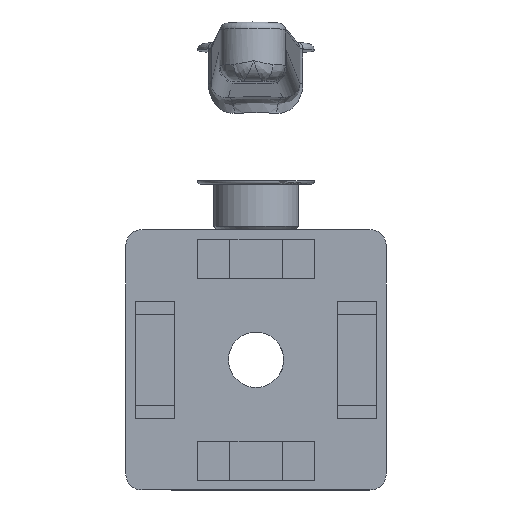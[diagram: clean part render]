
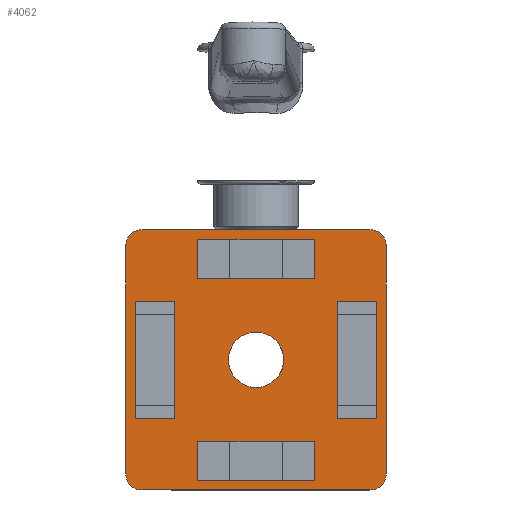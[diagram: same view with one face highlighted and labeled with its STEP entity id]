
A CAD part, front view. The second image highlights one B-rep face of the part: STEP entity #4062.
In plain terms, the highlighted planar face has unit normal (0, -1, 0).
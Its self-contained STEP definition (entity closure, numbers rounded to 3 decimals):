
#1038=CARTESIAN_POINT('',(20.0,0.0,-17.5));
#1039=VERTEX_POINT('',#1038);
#1046=CARTESIAN_POINT('',(17.5,0.0,-20.0));
#1047=VERTEX_POINT('',#1046);
#1048=CARTESIAN_POINT('',(17.5,0.0,-17.5));
#1049=DIRECTION('',(0.0,1.0,0.0));
#1050=DIRECTION('',(0.707,0.0,-0.707));
#1051=AXIS2_PLACEMENT_3D('',#1048,#1049,#1050);
#1052=CIRCLE('',#1051,2.5);
#1053=EDGE_CURVE('',#1039,#1047,#1052,.T.);
#1070=CARTESIAN_POINT('',(20.0,0.0,17.5));
#1071=VERTEX_POINT('',#1070);
#1078=CARTESIAN_POINT('',(20.0,0.0,17.5));
#1079=DIRECTION('',(0.0,0.0,-1.0));
#1080=VECTOR('',#1079,35.0);
#1081=LINE('',#1078,#1080);
#1082=EDGE_CURVE('',#1071,#1039,#1081,.T.);
#1094=CARTESIAN_POINT('',(17.5,0.0,20.0));
#1095=VERTEX_POINT('',#1094);
#1102=CARTESIAN_POINT('',(17.5,0.0,17.5));
#1103=DIRECTION('',(0.0,1.0,0.0));
#1104=DIRECTION('',(0.707,0.0,0.707));
#1105=AXIS2_PLACEMENT_3D('',#1102,#1103,#1104);
#1106=CIRCLE('',#1105,2.5);
#1107=EDGE_CURVE('',#1095,#1071,#1106,.T.);
#1119=CARTESIAN_POINT('',(-17.5,0.0,20.0));
#1120=VERTEX_POINT('',#1119);
#1127=CARTESIAN_POINT('',(-17.5,0.0,20.0));
#1128=DIRECTION('',(1.0,0.0,0.0));
#1129=VECTOR('',#1128,35.0);
#1130=LINE('',#1127,#1129);
#1131=EDGE_CURVE('',#1120,#1095,#1130,.T.);
#1143=CARTESIAN_POINT('',(-20.0,0.0,17.5));
#1144=VERTEX_POINT('',#1143);
#1151=CARTESIAN_POINT('',(-17.5,0.0,17.5));
#1152=DIRECTION('',(0.0,1.0,0.0));
#1153=DIRECTION('',(-0.707,0.0,0.707));
#1154=AXIS2_PLACEMENT_3D('',#1151,#1152,#1153);
#1155=CIRCLE('',#1154,2.5);
#1156=EDGE_CURVE('',#1144,#1120,#1155,.T.);
#1168=CARTESIAN_POINT('',(-20.0,0.0,-17.5));
#1169=VERTEX_POINT('',#1168);
#1176=CARTESIAN_POINT('',(-20.0,0.0,-17.5));
#1177=DIRECTION('',(0.0,0.0,1.0));
#1178=VECTOR('',#1177,35.0);
#1179=LINE('',#1176,#1178);
#1180=EDGE_CURVE('',#1169,#1144,#1179,.T.);
#1192=CARTESIAN_POINT('',(-17.5,0.0,-20.0));
#1193=VERTEX_POINT('',#1192);
#1200=CARTESIAN_POINT('',(-17.5,0.0,-17.5));
#1201=DIRECTION('',(0.0,1.0,0.0));
#1202=DIRECTION('',(-0.707,0.0,-0.707));
#1203=AXIS2_PLACEMENT_3D('',#1200,#1201,#1202);
#1204=CIRCLE('',#1203,2.5);
#1205=EDGE_CURVE('',#1193,#1169,#1204,.T.);
#1219=CARTESIAN_POINT('',(17.5,0.0,-20.0));
#1220=DIRECTION('',(-1.0,0.0,0.0));
#1221=VECTOR('',#1220,35.0);
#1222=LINE('',#1219,#1221);
#1223=EDGE_CURVE('',#1047,#1193,#1222,.T.);
#2789=CARTESIAN_POINT('',(-4.25,0.0,0.));
#2790=VERTEX_POINT('',#2789);
#2791=CARTESIAN_POINT('',(0.0,0.0,0.0));
#2792=DIRECTION('',(0.0,1.0,0.0));
#2793=DIRECTION('',(1.0,0.0,0.0));
#2794=AXIS2_PLACEMENT_3D('',#2791,#2792,#2793);
#2795=CIRCLE('',#2794,4.25);
#2796=EDGE_CURVE('',#2790,#2790,#2795,.T.);
#2992=CARTESIAN_POINT('',(-18.5,0.0,9.));
#2993=VERTEX_POINT('',#2992);
#2994=CARTESIAN_POINT('',(-12.5,0.0,9.));
#2995=VERTEX_POINT('',#2994);
#2996=CARTESIAN_POINT('',(-18.5,0.0,9.));
#2997=DIRECTION('',(1.0,0.0,0.0));
#2998=VECTOR('',#2997,6.0);
#2999=LINE('',#2996,#2998);
#3000=EDGE_CURVE('',#2993,#2995,#2999,.T.);
#3023=CARTESIAN_POINT('',(-12.5,0.0,-9.));
#3024=VERTEX_POINT('',#3023);
#3025=CARTESIAN_POINT('',(-12.5,0.0,9.));
#3026=DIRECTION('',(0.0,0.0,-1.0));
#3027=VECTOR('',#3026,18.0);
#3028=LINE('',#3025,#3027);
#3029=EDGE_CURVE('',#2995,#3024,#3028,.T.);
#3071=CARTESIAN_POINT('',(-18.5,0.0,-9.));
#3072=VERTEX_POINT('',#3071);
#3073=CARTESIAN_POINT('',(-18.5,0.0,-9.));
#3074=DIRECTION('',(0.0,0.0,1.0));
#3075=VECTOR('',#3074,18.0);
#3076=LINE('',#3073,#3075);
#3077=EDGE_CURVE('',#3072,#2993,#3076,.T.);
#3093=CARTESIAN_POINT('',(-12.5,0.0,-9.));
#3094=DIRECTION('',(-1.0,0.0,0.0));
#3095=VECTOR('',#3094,6.0);
#3096=LINE('',#3093,#3095);
#3097=EDGE_CURVE('',#3024,#3072,#3096,.T.);
#3260=CARTESIAN_POINT('',(-9.,0.0,-18.5));
#3261=VERTEX_POINT('',#3260);
#3262=CARTESIAN_POINT('',(-9.,0.0,-12.5));
#3263=VERTEX_POINT('',#3262);
#3264=CARTESIAN_POINT('',(-9.,0.0,-18.5));
#3265=DIRECTION('',(0.0,0.0,1.0));
#3266=VECTOR('',#3265,6.0);
#3267=LINE('',#3264,#3266);
#3268=EDGE_CURVE('',#3261,#3263,#3267,.T.);
#3291=CARTESIAN_POINT('',(9.,0.0,-12.5));
#3292=VERTEX_POINT('',#3291);
#3293=CARTESIAN_POINT('',(-9.,0.0,-12.5));
#3294=DIRECTION('',(1.0,0.0,0.0));
#3295=VECTOR('',#3294,18.0);
#3296=LINE('',#3293,#3295);
#3297=EDGE_CURVE('',#3263,#3292,#3296,.T.);
#3339=CARTESIAN_POINT('',(9.,0.0,-18.5));
#3340=VERTEX_POINT('',#3339);
#3341=CARTESIAN_POINT('',(9.,0.0,-18.5));
#3342=DIRECTION('',(-1.0,0.0,0.0));
#3343=VECTOR('',#3342,18.0);
#3344=LINE('',#3341,#3343);
#3345=EDGE_CURVE('',#3340,#3261,#3344,.T.);
#3361=CARTESIAN_POINT('',(9.,0.0,-12.5));
#3362=DIRECTION('',(0.0,0.0,-1.0));
#3363=VECTOR('',#3362,6.0);
#3364=LINE('',#3361,#3363);
#3365=EDGE_CURVE('',#3292,#3340,#3364,.T.);
#3528=CARTESIAN_POINT('',(18.5,0.0,-9.));
#3529=VERTEX_POINT('',#3528);
#3530=CARTESIAN_POINT('',(12.5,0.0,-9.));
#3531=VERTEX_POINT('',#3530);
#3532=CARTESIAN_POINT('',(18.5,0.0,-9.0));
#3533=DIRECTION('',(-1.0,0.0,0.0));
#3534=VECTOR('',#3533,6.0);
#3535=LINE('',#3532,#3534);
#3536=EDGE_CURVE('',#3529,#3531,#3535,.T.);
#3559=CARTESIAN_POINT('',(12.5,0.0,9.));
#3560=VERTEX_POINT('',#3559);
#3561=CARTESIAN_POINT('',(12.5,0.0,-9.));
#3562=DIRECTION('',(0.0,0.0,1.0));
#3563=VECTOR('',#3562,18.0);
#3564=LINE('',#3561,#3563);
#3565=EDGE_CURVE('',#3531,#3560,#3564,.T.);
#3607=CARTESIAN_POINT('',(18.5,0.0,9.));
#3608=VERTEX_POINT('',#3607);
#3609=CARTESIAN_POINT('',(18.5,0.0,9.));
#3610=DIRECTION('',(0.0,0.0,-1.0));
#3611=VECTOR('',#3610,18.0);
#3612=LINE('',#3609,#3611);
#3613=EDGE_CURVE('',#3608,#3529,#3612,.T.);
#3629=CARTESIAN_POINT('',(12.5,0.0,9.));
#3630=DIRECTION('',(1.0,0.0,0.0));
#3631=VECTOR('',#3630,6.0);
#3632=LINE('',#3629,#3631);
#3633=EDGE_CURVE('',#3560,#3608,#3632,.T.);
#3773=CARTESIAN_POINT('',(-9.,0.0,12.5));
#3774=VERTEX_POINT('',#3773);
#3781=CARTESIAN_POINT('',(9.0,0.0,12.5));
#3782=VERTEX_POINT('',#3781);
#3783=CARTESIAN_POINT('',(9.0,0.0,12.5));
#3784=DIRECTION('',(-1.0,0.0,0.0));
#3785=VECTOR('',#3784,18.0);
#3786=LINE('',#3783,#3785);
#3787=EDGE_CURVE('',#3782,#3774,#3786,.T.);
#3862=CARTESIAN_POINT('',(-9.,0.0,18.5));
#3863=VERTEX_POINT('',#3862);
#3864=CARTESIAN_POINT('',(9.0,0.0,18.5));
#3865=VERTEX_POINT('',#3864);
#3866=CARTESIAN_POINT('',(-9.,0.0,18.5));
#3867=DIRECTION('',(1.0,0.0,0.0));
#3868=VECTOR('',#3867,18.);
#3869=LINE('',#3866,#3868);
#3870=EDGE_CURVE('',#3863,#3865,#3869,.T.);
#3897=CARTESIAN_POINT('',(9.0,0.0,18.5));
#3898=DIRECTION('',(0.0,0.0,-1.0));
#3899=VECTOR('',#3898,6.0);
#3900=LINE('',#3897,#3899);
#3901=EDGE_CURVE('',#3865,#3782,#3900,.T.);
#3914=CARTESIAN_POINT('',(-9.,0.0,12.5));
#3915=DIRECTION('',(0.0,0.0,1.0));
#3916=VECTOR('',#3915,6.0);
#3917=LINE('',#3914,#3916);
#3918=EDGE_CURVE('',#3774,#3863,#3917,.T.);
#4020=CARTESIAN_POINT('',(0.0,0.0,0.0));
#4021=DIRECTION('',(0.0,1.0,0.0));
#4022=DIRECTION('',(0.0,0.0,1.0));
#4023=AXIS2_PLACEMENT_3D('',#4020,#4021,#4022);
#4024=PLANE('',#4023);
#4025=ORIENTED_EDGE('',*,*,#1053,.F.);
#4026=ORIENTED_EDGE('',*,*,#1082,.F.);
#4027=ORIENTED_EDGE('',*,*,#1107,.F.);
#4028=ORIENTED_EDGE('',*,*,#1131,.F.);
#4029=ORIENTED_EDGE('',*,*,#1156,.F.);
#4030=ORIENTED_EDGE('',*,*,#1180,.F.);
#4031=ORIENTED_EDGE('',*,*,#1205,.F.);
#4032=ORIENTED_EDGE('',*,*,#1223,.F.);
#4033=EDGE_LOOP('',(#4025,#4026,#4027,#4028,#4029,#4030,#4031,#4032));
#4034=FACE_OUTER_BOUND('',#4033,.T.);
#4035=ORIENTED_EDGE('',*,*,#3000,.T.);
#4036=ORIENTED_EDGE('',*,*,#3029,.T.);
#4037=ORIENTED_EDGE('',*,*,#3097,.T.);
#4038=ORIENTED_EDGE('',*,*,#3077,.T.);
#4039=EDGE_LOOP('',(#4035,#4036,#4037,#4038));
#4040=FACE_BOUND('',#4039,.T.);
#4041=ORIENTED_EDGE('',*,*,#3268,.T.);
#4042=ORIENTED_EDGE('',*,*,#3297,.T.);
#4043=ORIENTED_EDGE('',*,*,#3365,.T.);
#4044=ORIENTED_EDGE('',*,*,#3345,.T.);
#4045=EDGE_LOOP('',(#4041,#4042,#4043,#4044));
#4046=FACE_BOUND('',#4045,.T.);
#4047=ORIENTED_EDGE('',*,*,#3536,.T.);
#4048=ORIENTED_EDGE('',*,*,#3565,.T.);
#4049=ORIENTED_EDGE('',*,*,#3633,.T.);
#4050=ORIENTED_EDGE('',*,*,#3613,.T.);
#4051=EDGE_LOOP('',(#4047,#4048,#4049,#4050));
#4052=FACE_BOUND('',#4051,.T.);
#4053=ORIENTED_EDGE('',*,*,#3901,.T.);
#4054=ORIENTED_EDGE('',*,*,#3787,.T.);
#4055=ORIENTED_EDGE('',*,*,#3918,.T.);
#4056=ORIENTED_EDGE('',*,*,#3870,.T.);
#4057=EDGE_LOOP('',(#4053,#4054,#4055,#4056));
#4058=FACE_BOUND('',#4057,.T.);
#4059=ORIENTED_EDGE('',*,*,#2796,.T.);
#4060=EDGE_LOOP('',(#4059));
#4061=FACE_BOUND('',#4060,.T.);
#4062=ADVANCED_FACE('',(#4034,#4040,#4046,#4052,#4058,#4061),#4024,.F.);
